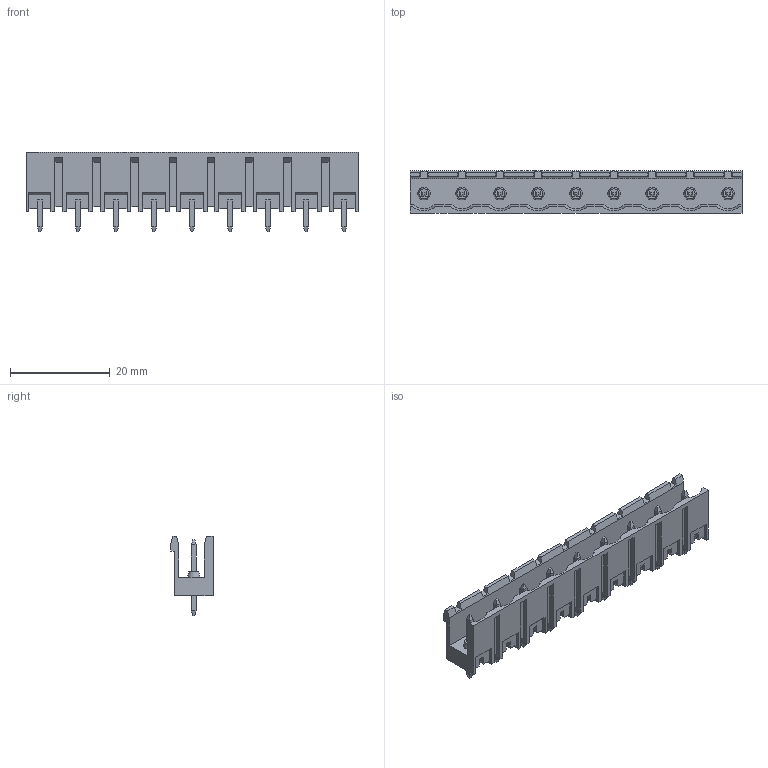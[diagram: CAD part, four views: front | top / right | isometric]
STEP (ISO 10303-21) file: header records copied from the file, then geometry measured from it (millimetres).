
FILE_DESCRIPTION(('STEP AP214'),'1');
FILE_NAME('PV09-7,62-V.stp','2018-05-07T07:30:28',(' '),(' '),'Spatial InterOp 3D',' ',' ');
FILE_SCHEMA(('automotive_design'));
Length unit declared in the file: metre
Products named in the file (1): 1
Bounding box: 66.56 x 8.5 x 16 mm (x, y, z)
Volume: 2813.4 mm3; surface area: 4813.8 mm2
Topology: 1 solids, 1 shells, 459 faces, 1182 edges, 752 vertices
Faces by surface type: plane 432, cone 18, cylinder 9
Entity records: 17219 total; most frequent: CARTESIAN_POINT 2439, ORIENTED_EDGE 2346, DIRECTION 2120, EDGE_CURVE 1173, LINE 1110, VECTOR 1110, VERTEX_POINT 752, AXIS2_PLACEMENT_3D 505
